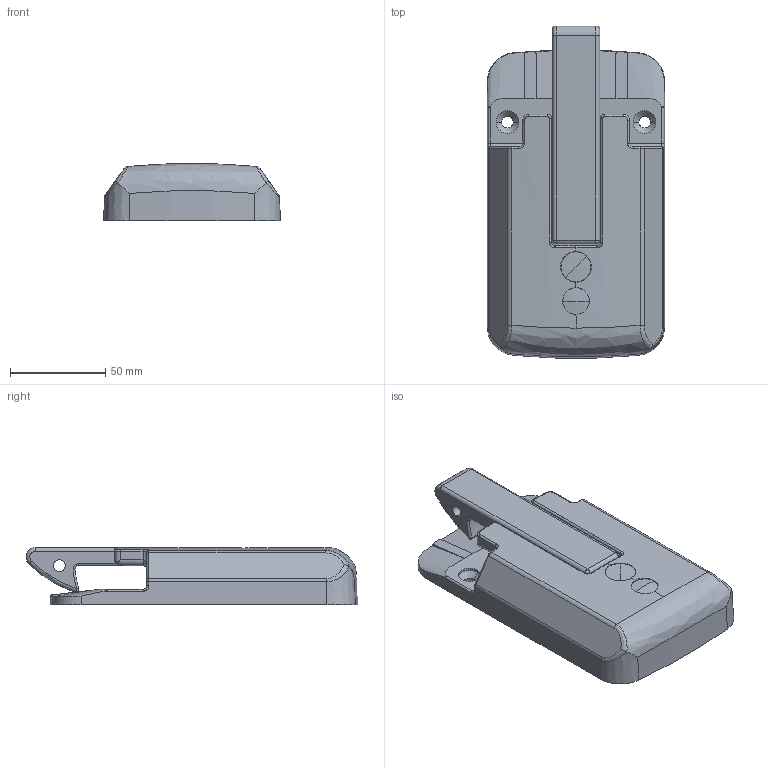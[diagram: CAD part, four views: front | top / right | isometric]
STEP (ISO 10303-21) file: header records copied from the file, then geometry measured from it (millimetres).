
FILE_DESCRIPTION (( 'STEP AP203' ), '1' );
FILE_NAME ('FA-812-C-2L-2.STEP', '2021-04-13T09:11:45', ( '' ), ( '' ), 'SwSTEP 2.0', 'SolidWorks 2018', '' );
FILE_SCHEMA (( 'CONFIG_CONTROL_DESIGN' ));
Length unit declared in the file: millimetre
Products named in the file (9): FA-812-C-2L-2_hook pin_; FA-812-C-2L-2_cross-recessed flat head screw_ver1.03__M4x8十字穴付皿小ねじ(SUS); FA-812-C-2L-2_hook__L; FA-812-C-2L-2_spring holder plate_; FA-812-C-2L-2_cross-recessed head machine screw_ver1.05__M4x8十字穴付なべ小ねじ(SUS)SWシングルセムス(P2); FA-812-C-2L-2_body_; FA-812-C-2L-2_screw hole cap__Assy; FA-812-C-2L-2_cap-without lock__Assy; FA-812-C-2L-2
Assembly tree (10 placements, depth 2):
  FA-812-C-2L-2
    FA-812-C-2L-2_body_
    FA-812-C-2L-2_hook__L
    FA-812-C-2L-2_hook pin_
    FA-812-C-2L-2_spring holder plate_
    FA-812-C-2L-2_cross-recessed flat head screw_ver1.03__M4x8十字穴付皿小ねじ(SUS)  x2
    FA-812-C-2L-2_cross-recessed head machine screw_ver1.05__M4x8十字穴付なべ小ねじ(SUS)SWシングルセムス(P2)  x2
    FA-812-C-2L-2_screw hole cap__Assy
    FA-812-C-2L-2_cap-without lock__Assy
Bounding box: 93 x 174.26 x 30.09 mm (x, y, z)
Volume: 150720.1 mm3; surface area: 72639.2 mm2
Topology: 10 solids, 10 shells, 605 faces, 1597 edges, 1012 vertices
Faces by surface type: plane 278, cylinder 187, cone 70, bspline 34, torus 26, sphere 10
Entity records: 19393 total; most frequent: CARTESIAN_POINT 5599, ORIENTED_EDGE 2768, DIRECTION 2613, EDGE_CURVE 1384, AXIS2_PLACEMENT_3D 942, VERTEX_POINT 882, VECTOR 729, LINE 729
